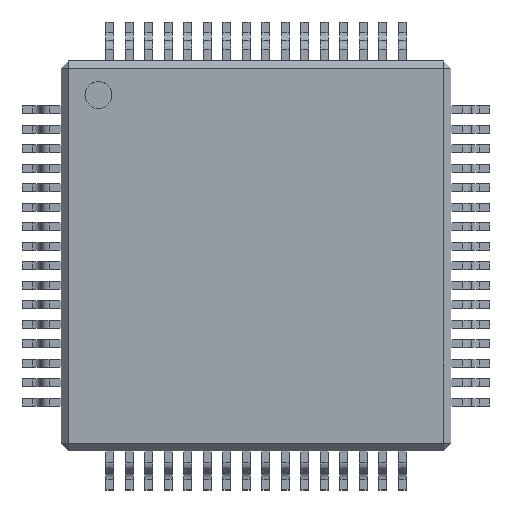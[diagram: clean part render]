
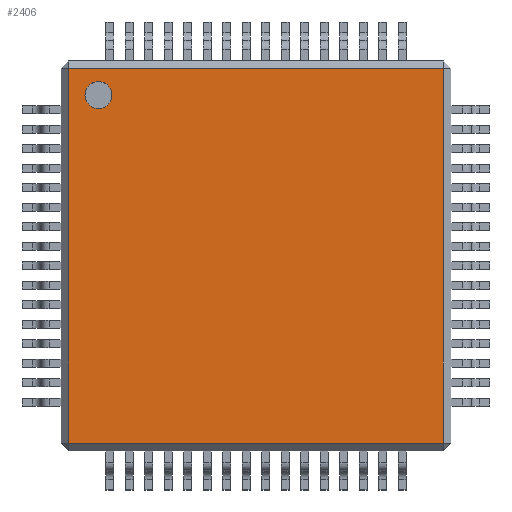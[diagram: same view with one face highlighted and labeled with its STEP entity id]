
A CAD part, top view. The second image highlights one B-rep face of the part: STEP entity #2406.
In plain terms, the highlighted planar face has unit normal (0, 0, 1).
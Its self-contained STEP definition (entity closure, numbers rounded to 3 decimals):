
#35 = VERTEX_POINT('',#36);
#36 = CARTESIAN_POINT('',(-4.051,3.795,1.7));
#42 = EDGE_CURVE('',#43,#35,#45,.T.);
#43 = VERTEX_POINT('',#44);
#44 = CARTESIAN_POINT('',(-4.051,4.487,1.7));
#45 = CIRCLE('',#46,0.346);
#46 = AXIS2_PLACEMENT_3D('',#47,#48,#49);
#47 = CARTESIAN_POINT('',(-4.051,4.141,1.7));
#48 = DIRECTION('',(0.,0.,1.));
#49 = DIRECTION('',(0.,-1.,0.));
#2406 = ADVANCED_FACE('',(#2407,#2417),#2451,.F.);
#2407 = FACE_BOUND('',#2408,.T.);
#2408 = EDGE_LOOP('',(#2409,#2416));
#2409 = ORIENTED_EDGE('',*,*,#2410,.F.);
#2410 = EDGE_CURVE('',#35,#43,#2411,.T.);
#2411 = CIRCLE('',#2412,0.346);
#2412 = AXIS2_PLACEMENT_3D('',#2413,#2414,#2415);
#2413 = CARTESIAN_POINT('',(-4.051,4.141,1.7));
#2414 = DIRECTION('',(0.,0.,1.));
#2415 = DIRECTION('',(0.,-1.,0.));
#2416 = ORIENTED_EDGE('',*,*,#42,.F.);
#2417 = FACE_BOUND('',#2418,.T.);
#2418 = EDGE_LOOP('',(#2419,#2429,#2437,#2445));
#2419 = ORIENTED_EDGE('',*,*,#2420,.T.);
#2420 = EDGE_CURVE('',#2421,#2423,#2425,.T.);
#2421 = VERTEX_POINT('',#2422);
#2422 = CARTESIAN_POINT('',(4.79,4.82,1.7));
#2423 = VERTEX_POINT('',#2424);
#2424 = CARTESIAN_POINT('',(-4.81,4.82,1.7));
#2425 = LINE('',#2426,#2427);
#2426 = CARTESIAN_POINT('',(4.99,4.82,1.7));
#2427 = VECTOR('',#2428,1.);
#2428 = DIRECTION('',(-1.,0.,0.));
#2429 = ORIENTED_EDGE('',*,*,#2430,.T.);
#2430 = EDGE_CURVE('',#2423,#2431,#2433,.T.);
#2431 = VERTEX_POINT('',#2432);
#2432 = CARTESIAN_POINT('',(-4.81,-4.78,1.7));
#2433 = LINE('',#2434,#2435);
#2434 = CARTESIAN_POINT('',(-4.81,5.02,1.7));
#2435 = VECTOR('',#2436,1.);
#2436 = DIRECTION('',(0.,-1.,0.));
#2437 = ORIENTED_EDGE('',*,*,#2438,.T.);
#2438 = EDGE_CURVE('',#2431,#2439,#2441,.T.);
#2439 = VERTEX_POINT('',#2440);
#2440 = CARTESIAN_POINT('',(4.79,-4.78,1.7));
#2441 = LINE('',#2442,#2443);
#2442 = CARTESIAN_POINT('',(4.99,-4.78,1.7));
#2443 = VECTOR('',#2444,1.);
#2444 = DIRECTION('',(1.,0.,0.));
#2445 = ORIENTED_EDGE('',*,*,#2446,.T.);
#2446 = EDGE_CURVE('',#2439,#2421,#2447,.T.);
#2447 = LINE('',#2448,#2449);
#2448 = CARTESIAN_POINT('',(4.79,5.02,1.7));
#2449 = VECTOR('',#2450,1.);
#2450 = DIRECTION('',(0.,1.,0.));
#2451 = PLANE('',#2452);
#2452 = AXIS2_PLACEMENT_3D('',#2453,#2454,#2455);
#2453 = CARTESIAN_POINT('',(4.99,5.02,1.7));
#2454 = DIRECTION('',(0.,0.,-1.));
#2455 = DIRECTION('',(0.,1.,0.));
